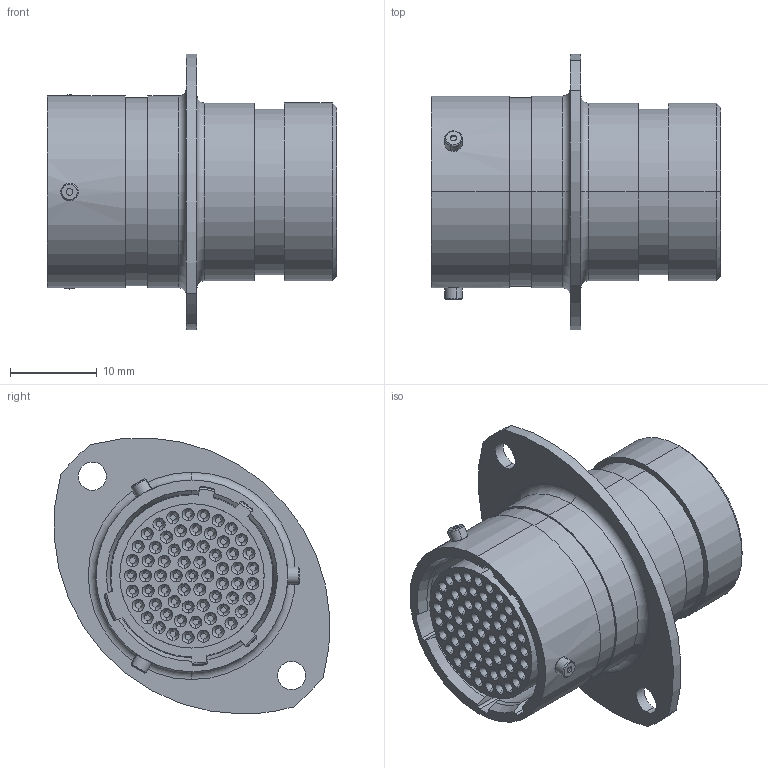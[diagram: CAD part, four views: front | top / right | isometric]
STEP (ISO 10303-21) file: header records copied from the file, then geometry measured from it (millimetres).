
FILE_DESCRIPTION (( 'STEP AP214' ), '1' );
FILE_NAME ('ASDD014-64SA.STEP', '2021-02-24T16:26:18', ( 'TE Connectivity' ), ( 'TE Connectivity' ), 'SwSTEP 2.0', 'SolidWorks 2016', '' );
FILE_SCHEMA (( 'AUTOMOTIVE_DESIGN' ));
Length unit declared in the file: millimetre
Products named in the file (1): ASDD014-64SA
Bounding box: 33.31 x 31.76 x 31.8 mm (x, y, z)
Volume: 8731.6 mm3; surface area: 15057 mm2
Topology: 12 solids, 12 shells, 1970 faces, 4263 edges, 2393 vertices
Faces by surface type: cylinder 752, torus 664, cone 404, plane 132, sphere 12, bspline 6
Entity records: 76171 total; most frequent: DIRECTION 11158, CARTESIAN_POINT 8981, ORIENTED_EDGE 8514, AXIS2_PLACEMENT_3D 4980, EDGE_CURVE 4257, CIRCLE 3015, VERTEX_POINT 2393, EDGE_LOOP 2324
